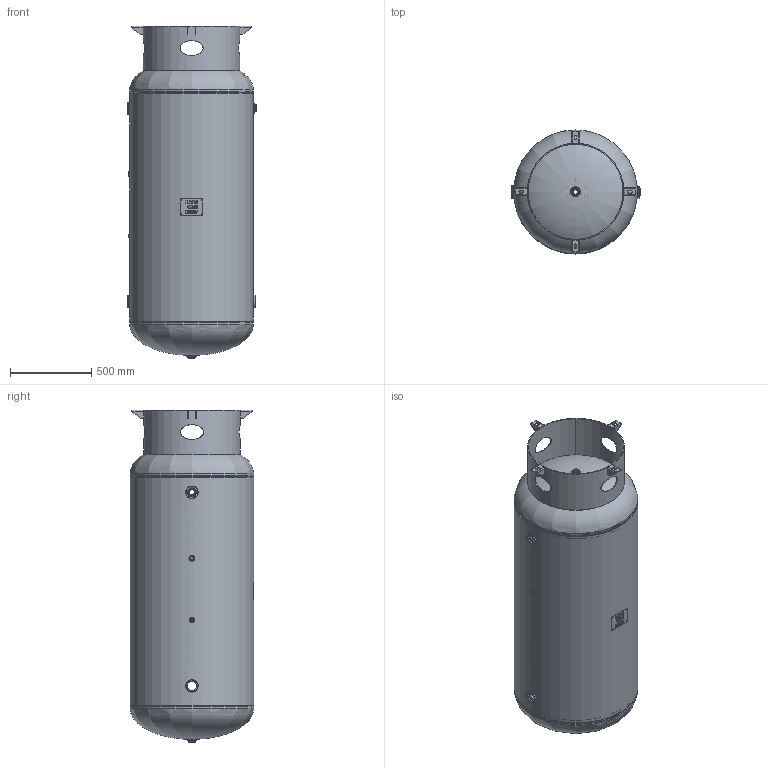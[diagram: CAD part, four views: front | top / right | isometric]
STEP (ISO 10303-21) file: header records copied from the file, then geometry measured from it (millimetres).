
FILE_DESCRIPTION(/* description */ ('30 X 72 200# VERT ASME STOCK 200 GALLON'),/* implementation_level */ '2;1');
FILE_NAME(/* name */ 'SPVG_A10051.stp',/* time_stamp */ '2019-05-15T08:47:12-05:00',/* author */ ('kim.thoune'),/* organization */ ('STEEL FAB'),/* preprocessor_version */ 'ST-DEVELOPER v16.5',/* originating_system */ 'Autodesk Inventor 2017',/* authorisation */ ' ');
FILE_SCHEMA (('AUTOMOTIVE_DESIGN { 1 0 10303 214 3 1 1 }'));
Length unit declared in the file: inch
Products named in the file (15): A10051; A10051-1; A10051-2; 910-871-1; A10051-3; 910-871-1_1; F102001; F101000; F100500; F100250; S102186; S102186-1; S101519-P; 60-140; 64-053
Assembly tree (21 placements, depth 3):
  A10051
    A10051-1
    A10051-2
      910-871-1
    A10051-3
      910-871-1_1
    F102001  x3
    F101000  x3
    F100500
    F100250
    S102186
      S102186-1
      S101519-P  x4
    60-140
      64-053
Bounding box: 790.09 x 763.85 x 2048.28 mm (x, y, z)
Volume: 25871141.4 mm3; surface area: 10711514.7 mm2
Topology: 17 solids, 17 shells, 409 faces, 1011 edges, 663 vertices
Faces by surface type: plane 236, cylinder 79, bspline 45, torus 38, cone 11
Full cylindrical faces by diameter (mm): 6.35 x4, 11.455 x1, 18.644 x1, 26.987 x2, 30.302 x3, 31.75 x1, 43.256 x3, 44.45 x3, 46.037 x3, 56.667 x3, 60.325 x3, 66.675 x3, 68.263 x3, 76.2 x3, 587.375 x1, 596.9 x1, 744.068 x2, 752.958 x2, 753.11 x3, 762 x2, 763.27 x1
Entity records: 11297 total; most frequent: CARTESIAN_POINT 4253, ORIENTED_EDGE 1342, DIRECTION 1226, EDGE_CURVE 671, VERTEX_POINT 477, LINE 458, VECTOR 458, EDGE_LOOP 414
